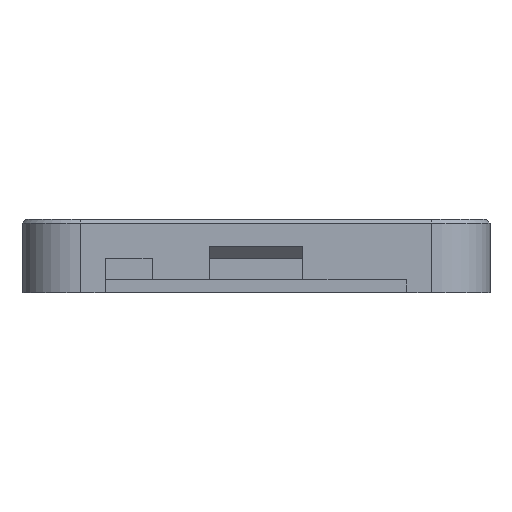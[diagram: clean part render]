
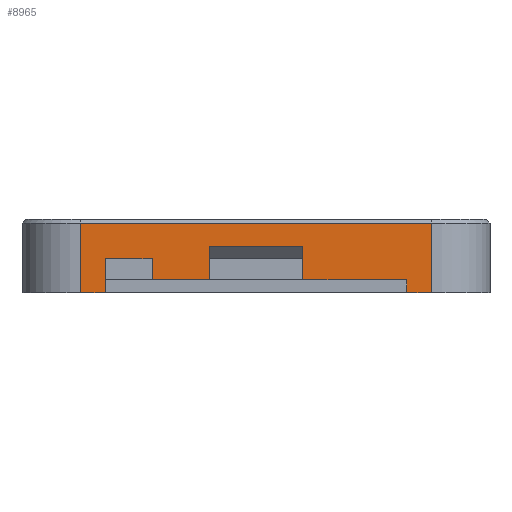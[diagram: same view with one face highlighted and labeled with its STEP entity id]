
A CAD part, left-side view. The second image highlights one B-rep face of the part: STEP entity #8965.
In plain terms, the highlighted planar face has unit normal (-1, 0, 0).
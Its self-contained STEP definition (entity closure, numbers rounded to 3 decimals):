
#761=FACE_OUTER_BOUND('',#1306,.T.);
#1306=EDGE_LOOP('',(#7897,#7898,#7899,#7900,#7901,#7902,#7903,#7904,#7905,
#7906,#7907,#7908,#7909,#7910));
#2461=LINE('',#15783,#3392);
#2468=LINE('',#15804,#3399);
#2470=LINE('',#15810,#3401);
#2471=LINE('',#15812,#3402);
#2472=LINE('',#15814,#3403);
#2473=LINE('',#15816,#3404);
#2474=LINE('',#15818,#3405);
#2475=LINE('',#15820,#3406);
#2476=LINE('',#15822,#3407);
#2477=LINE('',#15824,#3408);
#2478=LINE('',#15826,#3409);
#2479=LINE('',#15828,#3410);
#2480=LINE('',#15830,#3411);
#2481=LINE('',#15831,#3412);
#3392=VECTOR('',#10908,10.);
#3399=VECTOR('',#10933,10.);
#3401=VECTOR('',#10939,10.);
#3402=VECTOR('',#10940,10.);
#3403=VECTOR('',#10941,10.);
#3404=VECTOR('',#10942,10.);
#3405=VECTOR('',#10943,10.);
#3406=VECTOR('',#10944,10.);
#3407=VECTOR('',#10945,10.);
#3408=VECTOR('',#10946,10.);
#3409=VECTOR('',#10947,10.);
#3410=VECTOR('',#10948,10.);
#3411=VECTOR('',#10949,10.);
#3412=VECTOR('',#10950,10.);
#4267=VERTEX_POINT('',#15777);
#4268=VERTEX_POINT('',#15781);
#4273=VERTEX_POINT('',#15803);
#4275=VERTEX_POINT('',#15809);
#4276=VERTEX_POINT('',#15811);
#4277=VERTEX_POINT('',#15813);
#4278=VERTEX_POINT('',#15815);
#4279=VERTEX_POINT('',#15817);
#4280=VERTEX_POINT('',#15819);
#4281=VERTEX_POINT('',#15821);
#4282=VERTEX_POINT('',#15823);
#4283=VERTEX_POINT('',#15825);
#4284=VERTEX_POINT('',#15827);
#4285=VERTEX_POINT('',#15829);
#5483=EDGE_CURVE('',#4267,#4268,#2461,.T.);
#5493=EDGE_CURVE('',#4273,#4268,#2468,.T.);
#5496=EDGE_CURVE('',#4275,#4267,#2470,.T.);
#5497=EDGE_CURVE('',#4276,#4275,#2471,.T.);
#5498=EDGE_CURVE('',#4276,#4277,#2472,.T.);
#5499=EDGE_CURVE('',#4277,#4278,#2473,.T.);
#5500=EDGE_CURVE('',#4278,#4279,#2474,.T.);
#5501=EDGE_CURVE('',#4279,#4280,#2475,.T.);
#5502=EDGE_CURVE('',#4280,#4281,#2476,.T.);
#5503=EDGE_CURVE('',#4281,#4282,#2477,.T.);
#5504=EDGE_CURVE('',#4282,#4283,#2478,.T.);
#5505=EDGE_CURVE('',#4283,#4284,#2479,.T.);
#5506=EDGE_CURVE('',#4284,#4285,#2480,.T.);
#5507=EDGE_CURVE('',#4273,#4285,#2481,.T.);
#7897=ORIENTED_EDGE('',*,*,#5483,.F.);
#7898=ORIENTED_EDGE('',*,*,#5496,.F.);
#7899=ORIENTED_EDGE('',*,*,#5497,.F.);
#7900=ORIENTED_EDGE('',*,*,#5498,.T.);
#7901=ORIENTED_EDGE('',*,*,#5499,.T.);
#7902=ORIENTED_EDGE('',*,*,#5500,.T.);
#7903=ORIENTED_EDGE('',*,*,#5501,.T.);
#7904=ORIENTED_EDGE('',*,*,#5502,.T.);
#7905=ORIENTED_EDGE('',*,*,#5503,.T.);
#7906=ORIENTED_EDGE('',*,*,#5504,.T.);
#7907=ORIENTED_EDGE('',*,*,#5505,.T.);
#7908=ORIENTED_EDGE('',*,*,#5506,.T.);
#7909=ORIENTED_EDGE('',*,*,#5507,.F.);
#7910=ORIENTED_EDGE('',*,*,#5493,.T.);
#8503=PLANE('',#9375);
#8965=ADVANCED_FACE('',(#761),#8503,.T.);
#9375=AXIS2_PLACEMENT_3D('',#15808,#10937,#10938);
#10908=DIRECTION('',(0.,-1.,0.));
#10933=DIRECTION('',(0.,0.,1.));
#10937=DIRECTION('center_axis',(-1.,0.,0.));
#10938=DIRECTION('ref_axis',(0.,-1.,0.));
#10939=DIRECTION('',(0.,0.,1.));
#10940=DIRECTION('',(0.,1.,0.));
#10941=DIRECTION('',(0.,0.,1.));
#10942=DIRECTION('',(0.,-1.,0.));
#10943=DIRECTION('',(0.,0.,-1.));
#10944=DIRECTION('',(0.,-1.,0.));
#10945=DIRECTION('',(0.,0.,1.));
#10946=DIRECTION('',(0.,-1.,0.));
#10947=DIRECTION('',(0.,0.,-1.));
#10948=DIRECTION('',(0.,-1.,0.));
#10949=DIRECTION('',(0.,0.,-1.));
#10950=DIRECTION('',(0.,1.,0.));
#15777=CARTESIAN_POINT('',(-130.,35.,0.93));
#15781=CARTESIAN_POINT('',(-130.,5.,0.93));
#15783=CARTESIAN_POINT('',(-130.,27.5,0.93));
#15803=CARTESIAN_POINT('',(-130.,5.,-5.));
#15804=CARTESIAN_POINT('',(-130.,5.,0.));
#15808=CARTESIAN_POINT('Origin',(-130.,35.,0.));
#15809=CARTESIAN_POINT('',(-130.,35.,-5.));
#15810=CARTESIAN_POINT('',(-130.,35.,0.));
#15811=CARTESIAN_POINT('',(-130.,32.875,-5.));
#15812=CARTESIAN_POINT('',(-130.,5.,-5.));
#15813=CARTESIAN_POINT('',(-130.,32.875,-2.1));
#15814=CARTESIAN_POINT('',(-130.,32.875,-2.5));
#15815=CARTESIAN_POINT('',(-130.,28.875,-2.1));
#15816=CARTESIAN_POINT('',(-130.,33.938,-2.1));
#15817=CARTESIAN_POINT('',(-130.,28.875,-3.9));
#15818=CARTESIAN_POINT('',(-130.,28.875,-1.05));
#15819=CARTESIAN_POINT('',(-130.,24.,-3.9));
#15820=CARTESIAN_POINT('',(-130.,31.938,-3.9));
#15821=CARTESIAN_POINT('',(-130.,24.,-1.1));
#15822=CARTESIAN_POINT('',(-130.,24.,-1.95));
#15823=CARTESIAN_POINT('',(-130.,16.,-1.1));
#15824=CARTESIAN_POINT('',(-130.,29.5,-1.1));
#15825=CARTESIAN_POINT('',(-130.,16.,-3.9));
#15826=CARTESIAN_POINT('',(-130.,16.,-0.55));
#15827=CARTESIAN_POINT('',(-130.,7.125,-3.9));
#15828=CARTESIAN_POINT('',(-130.,25.5,-3.9));
#15829=CARTESIAN_POINT('',(-130.,7.125,-5.));
#15830=CARTESIAN_POINT('',(-130.,7.125,-1.95));
#15831=CARTESIAN_POINT('',(-130.,5.,-5.));
